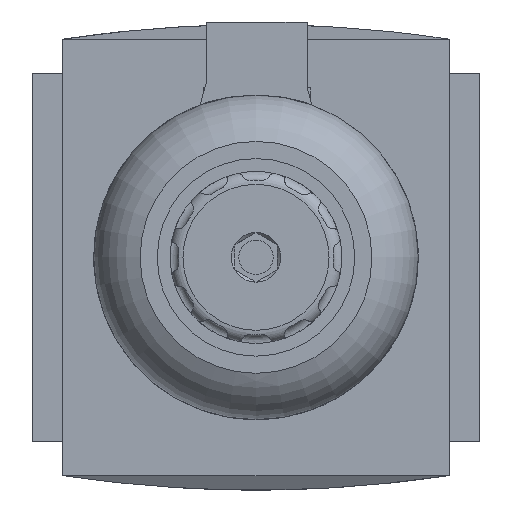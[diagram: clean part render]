
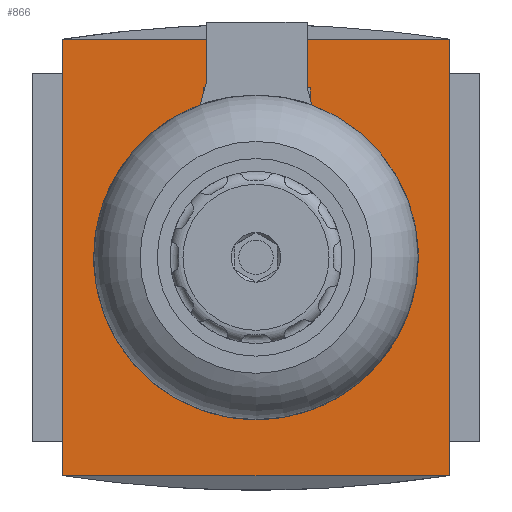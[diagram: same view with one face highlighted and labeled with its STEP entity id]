
A CAD part, front view. The second image highlights one B-rep face of the part: STEP entity #866.
In plain terms, the highlighted planar face has unit normal (0, -1, 0).
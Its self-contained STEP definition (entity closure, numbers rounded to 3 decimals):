
#866 = ADVANCED_FACE( '', ( #1858 ), #1859, .F. );
#1858 = FACE_OUTER_BOUND( '', #2964, .T. );
#1859 = PLANE( '', #2965 );
#2964 = EDGE_LOOP( '', ( #5476, #5477, #5478, #5479 ) );
#2965 = AXIS2_PLACEMENT_3D( '', #5480, #5481, #5482 );
#5476 = ORIENTED_EDGE( '', *, *, #7556, .F. );
#5477 = ORIENTED_EDGE( '', *, *, #7502, .T. );
#5478 = ORIENTED_EDGE( '', *, *, #6702, .F. );
#5479 = ORIENTED_EDGE( '', *, *, #6694, .T. );
#5480 = CARTESIAN_POINT( '', ( 0., -31., 122.903 ) );
#5481 = DIRECTION( '', ( 0., 1., 0. ) );
#5482 = DIRECTION( '', ( 0., 0., 1. ) );
#6694 = EDGE_CURVE( '', #8052, #8053, #8054, .T. );
#6702 = EDGE_CURVE( '', #8052, #8066, #8067, .T. );
#7502 = EDGE_CURVE( '', #9281, #8066, #9322, .T. );
#7556 = EDGE_CURVE( '', #9281, #8053, #9385, .T. );
#8052 = VERTEX_POINT( '', #10039 );
#8053 = VERTEX_POINT( '', #10040 );
#8054 = LINE( '', #10041, #10042 );
#8066 = VERTEX_POINT( '', #10056 );
#8067 = LINE( '', #10057, #10058 );
#9281 = VERTEX_POINT( '', #12309 );
#9322 = LINE( '', #12367, #12368 );
#9385 = LINE( '', #12491, #12492 );
#10039 = CARTESIAN_POINT( '', ( 22.5, -31., 25.4 ) );
#10040 = CARTESIAN_POINT( '', ( -22.5, -31., 25.4 ) );
#10041 = CARTESIAN_POINT( '', ( 0., -31., 25.4 ) );
#10042 = VECTOR( '', #13141, 1000. );
#10056 = CARTESIAN_POINT( '', ( 22.5, -31., -25.4 ) );
#10057 = CARTESIAN_POINT( '', ( 22.5, -31., 25.4 ) );
#10058 = VECTOR( '', #13153, 1000. );
#12309 = CARTESIAN_POINT( '', ( -22.5, -31., -25.4 ) );
#12367 = CARTESIAN_POINT( '', ( 0., -31., -25.4 ) );
#12368 = VECTOR( '', #13979, 1000. );
#12491 = CARTESIAN_POINT( '', ( -22.5, -31., -25.4 ) );
#12492 = VECTOR( '', #14012, 1000. );
#13141 = DIRECTION( '', ( -1., 0., 0. ) );
#13153 = DIRECTION( '', ( 0., 0., -1. ) );
#13979 = DIRECTION( '', ( 1., 0., 0. ) );
#14012 = DIRECTION( '', ( 0., 0., 1. ) );
